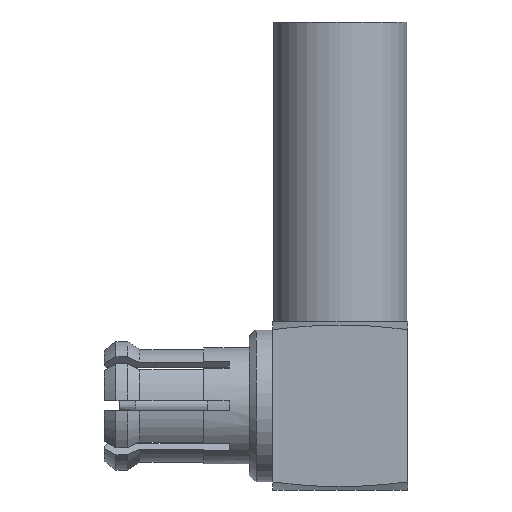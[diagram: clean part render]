
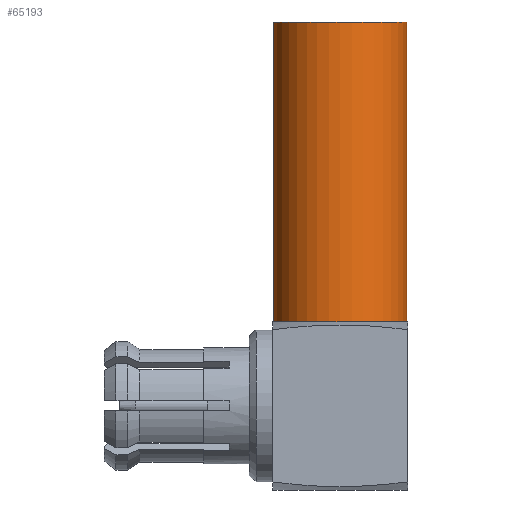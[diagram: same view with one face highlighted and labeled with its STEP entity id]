
A CAD part, front view. The second image highlights one B-rep face of the part: STEP entity #65193.
In plain terms, the highlighted cylindrical face has radius 1.982 mm (diameter 3.963 mm), a partial arc.
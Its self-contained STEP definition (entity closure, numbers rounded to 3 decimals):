
#1638=CARTESIAN_POINT('',(2.5,0.,-0.5));
#1639=DIRECTION('',(0.,0.,-1.));
#1640=DIRECTION('',(1.,0.,0.));
#1641=AXIS2_PLACEMENT_3D('',#1638,#1639,#1640);
#24203=DIRECTION('',(0.,0.,1.));
#24204=VECTOR('',#24203,8.896);
#24205=CARTESIAN_POINT('',(0.518,0.,-0.5));
#24206=LINE('',#24205,#24204);
#24207=DIRECTION('',(0.,0.,1.));
#24208=VECTOR('',#24207,8.896);
#24209=CARTESIAN_POINT('',(4.482,0.,-0.5));
#24210=LINE('',#24209,#24208);
#24211=CARTESIAN_POINT('',(2.5,0.,8.396));
#24212=DIRECTION('',(0.,0.,1.));
#24213=DIRECTION('',(-1.,0.,0.));
#24214=AXIS2_PLACEMENT_3D('',#24211,#24212,#24213);
#27066=CARTESIAN_POINT('',(0.518,0.,8.396));
#27067=CARTESIAN_POINT('',(4.482,0.,8.396));
#27068=VERTEX_POINT('',#27066);
#27069=VERTEX_POINT('',#27067);
#27074=CARTESIAN_POINT('',(0.518,0.,-0.5));
#27075=CARTESIAN_POINT('',(4.482,0.,-0.5));
#27076=VERTEX_POINT('',#27074);
#27077=VERTEX_POINT('',#27075);
#65181=CARTESIAN_POINT('',(2.5,0.,8.841));
#65182=DIRECTION('',(0.,0.,-1.));
#65183=DIRECTION('',(1.,0.,0.));
#65184=AXIS2_PLACEMENT_3D('',#65181,#65182,#65183);
#65185=CYLINDRICAL_SURFACE('',#65184,1.982);
#65186=ORIENTED_EDGE('',*,*,#28985,.T.);
#65187=ORIENTED_EDGE('',*,*,#65176,.T.);
#65189=ORIENTED_EDGE('',*,*,#65188,.T.);
#65190=ORIENTED_EDGE('',*,*,#65172,.F.);
#65191=EDGE_LOOP('',(#65186,#65187,#65189,#65190));
#65192=FACE_OUTER_BOUND('',#65191,.F.);
#1642=CIRCLE('',#1641,1.982);
#24215=CIRCLE('',#24214,1.982);
#28985=EDGE_CURVE('',#27077,#27076,#1642,.T.);
#65172=EDGE_CURVE('',#27077,#27069,#24210,.T.);
#65176=EDGE_CURVE('',#27076,#27068,#24206,.T.);
#65188=EDGE_CURVE('',#27068,#27069,#24215,.T.);
#65193=ADVANCED_FACE('',(#65192),#65185,.T.);
